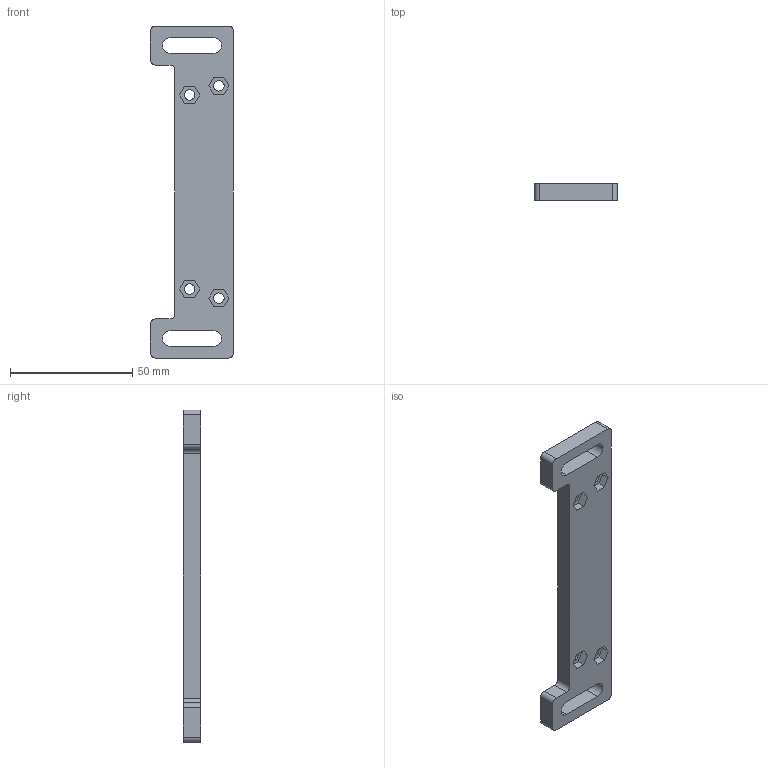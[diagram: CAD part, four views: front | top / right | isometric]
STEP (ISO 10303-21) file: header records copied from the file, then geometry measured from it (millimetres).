
FILE_DESCRIPTION(('FreeCAD Model'),'2;1');
FILE_NAME('finished_rounded_step.step','2014-07-11T19:36:58',('FreeCAD'),('FreeCAD'), 'Open CASCADE STEP processor 6.5','FreeCAD','Unknown');
FILE_SCHEMA(('AUTOMOTIVE_DESIGN_CC2 { 1 2 10303 214 -1 1 5 4 }'));
Length unit declared in the file: millimetre
Products named in the file (1): Fillet007
Bounding box: 34 x 7 x 136 mm (x, y, z)
Volume: 22240.6 mm3; surface area: 10246.6 mm2
Topology: 1 solids, 1 shells, 58 faces, 160 edges, 108 vertices
Faces by surface type: plane 42, cylinder 16
Full cylindrical faces by diameter (mm): 4.3 x4
Entity records: 4073 total; most frequent: CARTESIAN_POINT 839, DIRECTION 602, LINE 408, VECTOR 408, ORIENTED_EDGE 320, PCURVE 320, DEFINITIONAL_REPRESENTATION 320, EDGE_CURVE 160
